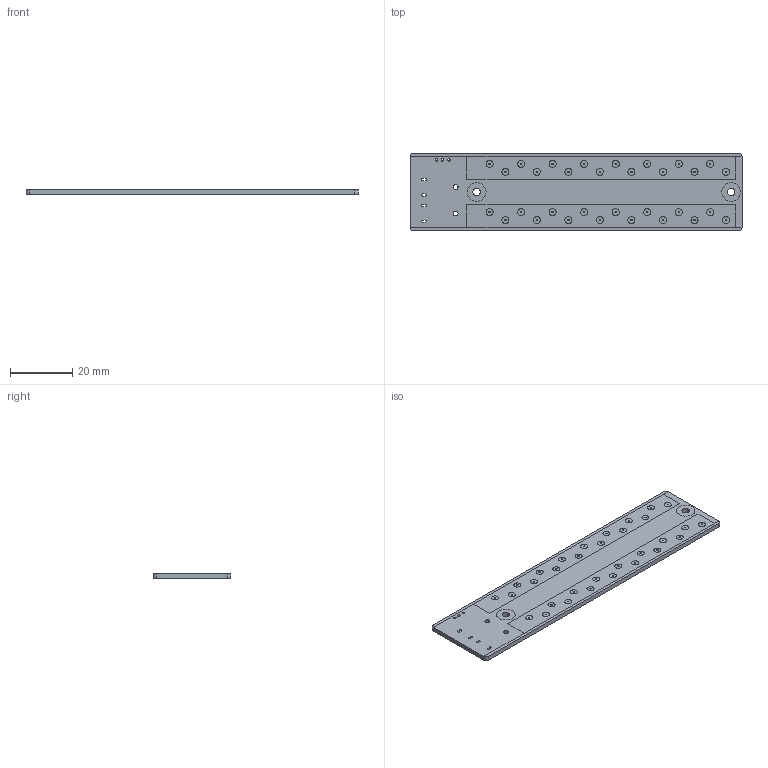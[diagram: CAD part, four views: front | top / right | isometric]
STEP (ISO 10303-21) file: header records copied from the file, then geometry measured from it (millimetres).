
FILE_DESCRIPTION (( 'STEP AP214' ), '1' );
FILE_NAME ('board v2 AP214.STEP', '2016-07-29T21:59:29', ( '' ), ( '' ), 'SwSTEP 2.0', 'SolidWorks 2015', '' );
FILE_SCHEMA (( 'AUTOMOTIVE_DESIGN' ));
Length unit declared in the file: millimetre
Products named in the file (2): board v2 AP214
Bounding box: 107 x 25 x 1.5 mm (x, y, z)
Volume: 3974.7 mm3; surface area: 5835.2 mm2
Topology: 1 solids, 1 shells, 184 faces, 478 edges, 364 vertices
Faces by surface type: cylinder 94, plane 90
Entity records: 6367 total; most frequent: DIRECTION 1174, CARTESIAN_POINT 1028, ORIENTED_EDGE 956, AXIS2_PLACEMENT_3D 510, EDGE_CURVE 478, VERTEX_POINT 364, EDGE_LOOP 338, CIRCLE 324
